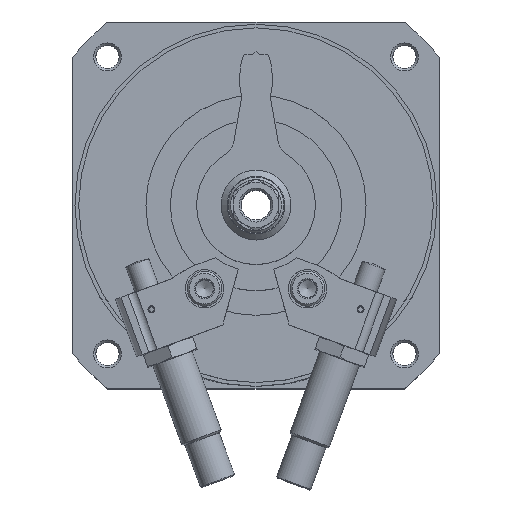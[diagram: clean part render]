
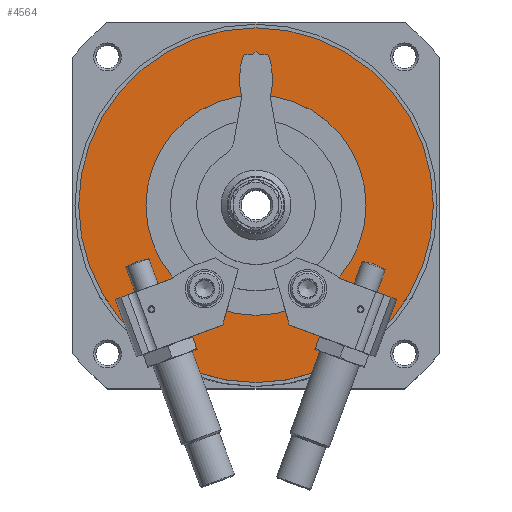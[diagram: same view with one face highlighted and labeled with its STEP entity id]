
A CAD part, top view. The second image highlights one B-rep face of the part: STEP entity #4564.
In plain terms, the highlighted face is planar.
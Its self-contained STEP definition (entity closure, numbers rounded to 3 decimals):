
#184=PLANE('',#5016);
#899=ORIENTED_EDGE('',*,*,#2055,.F.);
#900=ORIENTED_EDGE('',*,*,#2056,.T.);
#2055=EDGE_CURVE('',#2643,#2643,#3087,.T.);
#2056=EDGE_CURVE('',#2644,#2644,#3088,.T.);
#2643=VERTEX_POINT('',#7337);
#2644=VERTEX_POINT('',#7339);
#3087=CIRCLE('',#5017,50.75);
#3088=CIRCLE('',#5018,31.5);
#3427=EDGE_LOOP('',(#899));
#3428=EDGE_LOOP('',(#900));
#3950=FACE_BOUND('',#3427,.T.);
#3951=FACE_BOUND('',#3428,.T.);
#4564=ADVANCED_FACE('',(#3950,#3951),#184,.F.);
#5016=AXIS2_PLACEMENT_3D('',#7335,#5752,#5753);
#5017=AXIS2_PLACEMENT_3D('',#7336,#5754,#5755);
#5018=AXIS2_PLACEMENT_3D('',#7338,#5756,#5757);
#5752=DIRECTION('',(1.,0.,0.));
#5753=DIRECTION('',(0.,0.,-1.));
#5754=DIRECTION('',(1.,0.,0.));
#5755=DIRECTION('',(0.,0.,-1.));
#5756=DIRECTION('',(1.,0.,0.));
#5757=DIRECTION('',(0.,0.,-1.));
#7335=CARTESIAN_POINT('',(-56.,0.,0.));
#7336=CARTESIAN_POINT('',(-56.,0.,0.));
#7337=CARTESIAN_POINT('',(-56.,0.,-50.75));
#7338=CARTESIAN_POINT('',(-56.,0.,0.));
#7339=CARTESIAN_POINT('',(-56.,0.,-31.5));
